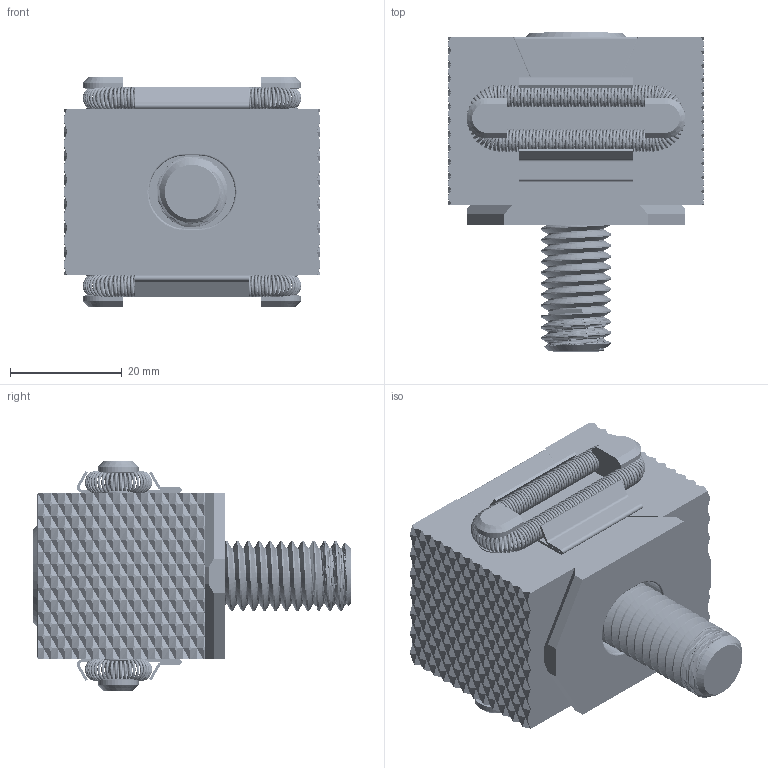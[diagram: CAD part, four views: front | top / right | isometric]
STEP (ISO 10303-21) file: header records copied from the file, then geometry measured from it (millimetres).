
FILE_DESCRIPTION (( 'STEP AP214' ), '1' );
FILE_NAME ('47150.STEP', '2018-03-12T17:48:37', ( 'Mike W' ), ( '' ), 'SwSTEP 2.0', 'SolidWorks 2017', '' );
FILE_SCHEMA (( 'AUTOMOTIVE_DESIGN' ));
Length unit declared in the file: inch
Products named in the file (9): 1213134 SHCS_1213134 SHCS; 47135_47135; JDK-P_S_D_S_DTY; JDK P S; 47134_47134; 47137_47137; Q101369_Q101369; Q101367_Q101367; 47150
Assembly tree (11 placements, depth 3):
  47150
    Q101367_Q101367  x2
    Q101369_Q101369
    47137_47137  x2
    47134_47134
    47135_47135  x2
      JDK P S
      JDK-P_S_D_S_DTY
    1213134 SHCS_1213134 SHCS
Bounding box: 46 x 57.15 x 41.2 mm (x, y, z)
Volume: 44666.3 mm3; surface area: 25502.4 mm2
Topology: 11 solids, 11 shells, 4345 faces, 10678 edges, 6179 vertices
Faces by surface type: plane 2508, bspline 1640, cylinder 166, cone 21, torus 10
Entity records: 112267 total; most frequent: CARTESIAN_POINT 34267, ORIENTED_EDGE 11736, DIRECTION 9944, EDGE_CURVE 5868, AXIS2_PLACEMENT_3D 3554, VERTEX_POINT 3437, LINE 2836, VECTOR 2836
